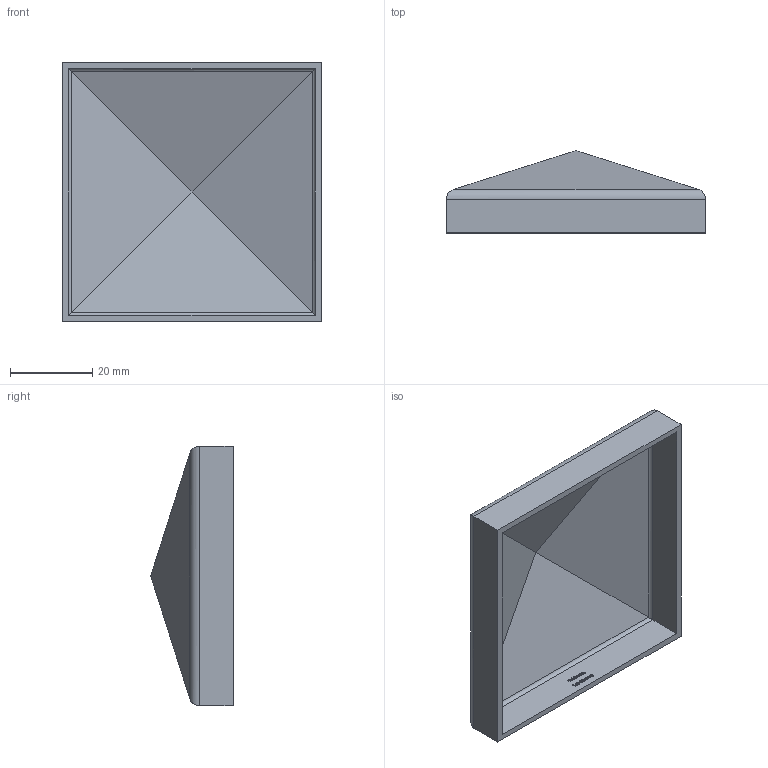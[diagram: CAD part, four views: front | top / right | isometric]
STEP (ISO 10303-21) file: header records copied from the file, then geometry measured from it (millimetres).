
FILE_DESCRIPTION (( 'STEP AP203' ), '1' );
FILE_NAME ('165-60V2AG.step', '2019-09-18T09:10:42', ( '' ), ( '' ), 'SwSTEP 2.0', 'SolidWorks 2015', '' );
FILE_SCHEMA (( 'CONFIG_CONTROL_DESIGN' ));
Length unit declared in the file: millimetre
Products named in the file (1): 165-60V2AG
Bounding box: 63 x 20 x 63 mm (x, y, z)
Volume: 9311.1 mm3; surface area: 12796.2 mm2
Topology: 1 solids, 1 shells, 256 faces, 662 edges, 434 vertices
Faces by surface type: plane 146, bspline 98, cylinder 12
Entity records: 13163 total; most frequent: CARTESIAN_POINT 7551, ORIENTED_EDGE 1324, DIRECTION 772, EDGE_CURVE 662, LINE 454, VECTOR 454, VERTEX_POINT 434, EDGE_LOOP 282
